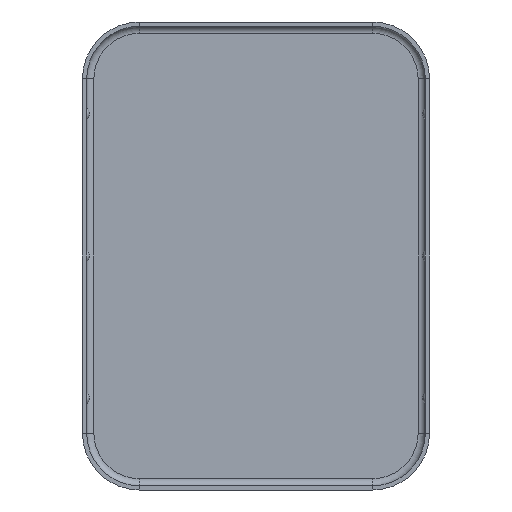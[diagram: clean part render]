
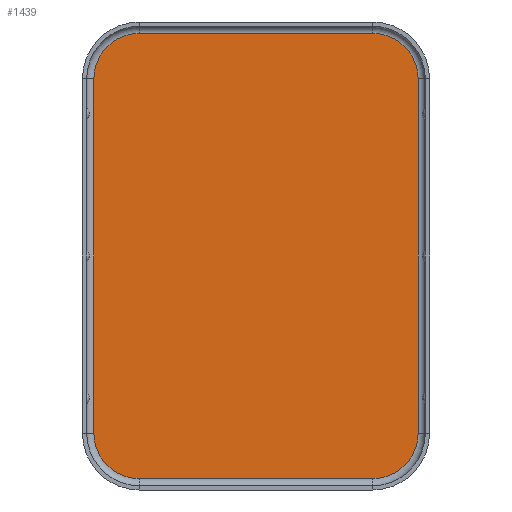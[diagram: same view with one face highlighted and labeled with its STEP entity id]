
A CAD part, front view. The second image highlights one B-rep face of the part: STEP entity #1439.
In plain terms, the highlighted planar face has unit normal (0, -1, 0).
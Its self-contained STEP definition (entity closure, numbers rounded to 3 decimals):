
#12 = LINE ( 'NONE', #144, #596 ) ;
#37 = CARTESIAN_POINT ( 'NONE',  ( -11.4, 0., -12.45 ) ) ;
#53 = VERTEX_POINT ( 'NONE', #1823 ) ;
#85 = AXIS2_PLACEMENT_3D ( 'NONE', #627, #605, #1614 ) ;
#88 = PLANE ( 'NONE',  #369 ) ;
#144 = CARTESIAN_POINT ( 'NONE',  ( 8.2, 0., -15.65 ) ) ;
#168 = VERTEX_POINT ( 'NONE', #582 ) ;
#206 = AXIS2_PLACEMENT_3D ( 'NONE', #608, #747, #1747 ) ;
#231 = CARTESIAN_POINT ( 'NONE',  ( 11.4, 0., 0. ) ) ;
#254 = CIRCLE ( 'NONE', #1449, 3.2 ) ;
#323 = VERTEX_POINT ( 'NONE', #37 ) ;
#369 = AXIS2_PLACEMENT_3D ( 'NONE', #1674, #1800, #1507 ) ;
#373 = DIRECTION ( 'NONE',  ( -1., 0., 0. ) ) ;
#403 = DIRECTION ( 'NONE',  ( 0., 0., -1. ) ) ;
#407 = ORIENTED_EDGE ( 'NONE', *, *, #439, .T. ) ;
#414 = DIRECTION ( 'NONE',  ( 0., -1., 0. ) ) ;
#439 = EDGE_CURVE ( 'NONE', #1411, #168, #1544, .T. ) ;
#476 = LINE ( 'NONE', #1312, #1707 ) ;
#547 = ORIENTED_EDGE ( 'NONE', *, *, #1627, .T. ) ;
#572 = VECTOR ( 'NONE', #1514, 1000. ) ;
#582 = CARTESIAN_POINT ( 'NONE',  ( -8.2, 0., 15.65 ) ) ;
#587 = VERTEX_POINT ( 'NONE', #1538 ) ;
#596 = VECTOR ( 'NONE', #1419, 1000. ) ;
#605 = DIRECTION ( 'NONE',  ( 0., -1., 0. ) ) ;
#608 = CARTESIAN_POINT ( 'NONE',  ( 8.2, 0., -12.45 ) ) ;
#617 = CIRCLE ( 'NONE', #1239, 3.2 ) ;
#627 = CARTESIAN_POINT ( 'NONE',  ( -8.2, 0., -12.45 ) ) ;
#642 = VERTEX_POINT ( 'NONE', #857 ) ;
#680 = DIRECTION ( 'NONE',  ( 0., 1., 0. ) ) ;
#747 = DIRECTION ( 'NONE',  ( 0., 1., 0. ) ) ;
#787 = ORIENTED_EDGE ( 'NONE', *, *, #1041, .F. ) ;
#811 = EDGE_LOOP ( 'NONE', ( #1555, #885, #787, #547, #407, #1051, #1201, #1054 ) ) ;
#857 = CARTESIAN_POINT ( 'NONE',  ( -11.4, 0., 12.45 ) ) ;
#885 = ORIENTED_EDGE ( 'NONE', *, *, #1751, .F. ) ;
#888 = VERTEX_POINT ( 'NONE', #1089 ) ;
#994 = CARTESIAN_POINT ( 'NONE',  ( 8.2, 0., 12.45 ) ) ;
#1041 = EDGE_CURVE ( 'NONE', #1185, #587, #1058, .T. ) ;
#1051 = ORIENTED_EDGE ( 'NONE', *, *, #1803, .F. ) ;
#1054 = ORIENTED_EDGE ( 'NONE', *, *, #1382, .T. ) ;
#1058 = LINE ( 'NONE', #231, #572 ) ;
#1089 = CARTESIAN_POINT ( 'NONE',  ( 8.2, 0., -15.65 ) ) ;
#1170 = VECTOR ( 'NONE', #373, 1000. ) ;
#1185 = VERTEX_POINT ( 'NONE', #1203 ) ;
#1201 = ORIENTED_EDGE ( 'NONE', *, *, #1371, .T. ) ;
#1203 = CARTESIAN_POINT ( 'NONE',  ( 11.4, 0., 12.45 ) ) ;
#1239 = AXIS2_PLACEMENT_3D ( 'NONE', #994, #414, #403 ) ;
#1244 = DIRECTION ( 'NONE',  ( 0., 0., -1. ) ) ;
#1263 = EDGE_CURVE ( 'NONE', #888, #53, #12, .T. ) ;
#1312 = CARTESIAN_POINT ( 'NONE',  ( -11.4, 0., 0. ) ) ;
#1331 = CARTESIAN_POINT ( 'NONE',  ( 8.2, 0., 15.65 ) ) ;
#1371 = EDGE_CURVE ( 'NONE', #642, #323, #476, .T. ) ;
#1382 = EDGE_CURVE ( 'NONE', #323, #53, #1658, .T. ) ;
#1409 = FACE_OUTER_BOUND ( 'NONE', #811, .T. ) ;
#1411 = VERTEX_POINT ( 'NONE', #1331 ) ;
#1419 = DIRECTION ( 'NONE',  ( -1., 0., 0. ) ) ;
#1439 = ADVANCED_FACE ( 'NONE', ( #1409 ), #88, .T. ) ;
#1449 = AXIS2_PLACEMENT_3D ( 'NONE', #1534, #680, #1244 ) ;
#1450 = DIRECTION ( 'NONE',  ( 0., 0., -1. ) ) ;
#1507 = DIRECTION ( 'NONE',  ( 0., 0., -1. ) ) ;
#1514 = DIRECTION ( 'NONE',  ( 0., 0., -1. ) ) ;
#1534 = CARTESIAN_POINT ( 'NONE',  ( -8.2, 0., 12.45 ) ) ;
#1538 = CARTESIAN_POINT ( 'NONE',  ( 11.4, 0., -12.45 ) ) ;
#1544 = LINE ( 'NONE', #1798, #1170 ) ;
#1555 = ORIENTED_EDGE ( 'NONE', *, *, #1263, .F. ) ;
#1614 = DIRECTION ( 'NONE',  ( 0., 0., 1. ) ) ;
#1627 = EDGE_CURVE ( 'NONE', #1185, #1411, #617, .T. ) ;
#1658 = CIRCLE ( 'NONE', #85, 3.2 ) ;
#1674 = CARTESIAN_POINT ( 'NONE',  ( 8.2, 0., -12.45 ) ) ;
#1707 = VECTOR ( 'NONE', #1450, 1000. ) ;
#1730 = CIRCLE ( 'NONE', #206, 3.2 ) ;
#1747 = DIRECTION ( 'NONE',  ( 0., 0., 1. ) ) ;
#1751 = EDGE_CURVE ( 'NONE', #587, #888, #1730, .T. ) ;
#1798 = CARTESIAN_POINT ( 'NONE',  ( 8.2, 0., 15.65 ) ) ;
#1800 = DIRECTION ( 'NONE',  ( 0., -1., 0. ) ) ;
#1803 = EDGE_CURVE ( 'NONE', #642, #168, #254, .T. ) ;
#1823 = CARTESIAN_POINT ( 'NONE',  ( -8.2, 0., -15.65 ) ) ;
